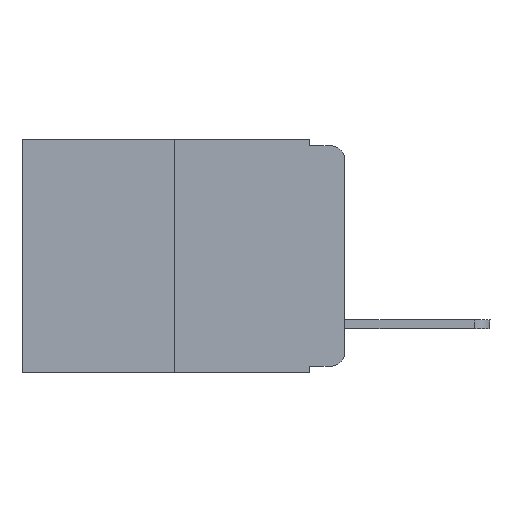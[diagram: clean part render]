
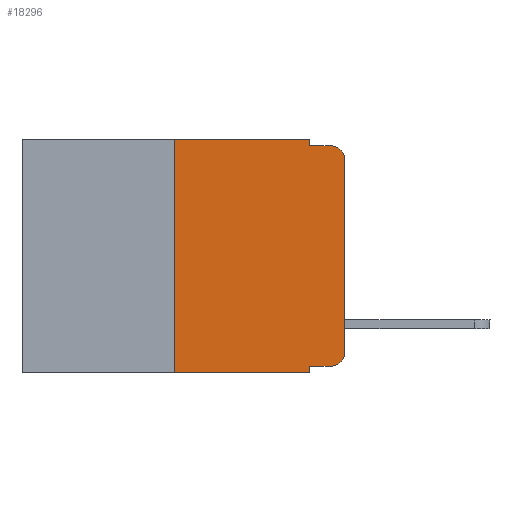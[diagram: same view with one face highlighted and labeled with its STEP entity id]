
A CAD part, left-side view. The second image highlights one B-rep face of the part: STEP entity #18296.
In plain terms, the highlighted planar face has unit normal (-1, 0, 0).
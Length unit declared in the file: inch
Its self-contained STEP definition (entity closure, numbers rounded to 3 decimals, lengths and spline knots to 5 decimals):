
#6 = LINE ( 'NONE', #1527, #18028 ) ;
#40 = EDGE_CURVE ( 'NONE', #16133, #167, #13922, .T. ) ;
#50 = ORIENTED_EDGE ( 'NONE', *, *, #11780, .T. ) ;
#167 = VERTEX_POINT ( 'NONE', #771 ) ;
#429 = CARTESIAN_POINT ( 'NONE',  ( 0., 0.473, 0. ) ) ;
#771 = CARTESIAN_POINT ( 'NONE',  ( 0., 0., -0.03 ) ) ;
#894 = FACE_OUTER_BOUND ( 'NONE', #9727, .T. ) ;
#1097 = DIRECTION ( 'NONE',  ( -1., 0., 0. ) ) ;
#1129 = DIRECTION ( 'NONE',  ( -1., 0., 0. ) ) ;
#1251 = LINE ( 'NONE', #1546, #2619 ) ;
#1477 = VERTEX_POINT ( 'NONE', #7001 ) ;
#1527 = CARTESIAN_POINT ( 'NONE',  ( 0., 0.473, -0.343 ) ) ;
#1546 = CARTESIAN_POINT ( 'NONE',  ( 0., 0.051, -0.01 ) ) ;
#1831 = ORIENTED_EDGE ( 'NONE', *, *, #10832, .F. ) ;
#1900 = EDGE_CURVE ( 'NONE', #11778, #14427, #6661, .T. ) ;
#2096 = VECTOR ( 'NONE', #10919, 39.37008 ) ;
#2581 = LINE ( 'NONE', #13538, #12391 ) ;
#2597 = ORIENTED_EDGE ( 'NONE', *, *, #13017, .T. ) ;
#2619 = VECTOR ( 'NONE', #4383, 39.37008 ) ;
#2953 = CARTESIAN_POINT ( 'NONE',  ( 0., 0.051, -0.343 ) ) ;
#3082 = VECTOR ( 'NONE', #5069, 39.37008 ) ;
#3268 = VERTEX_POINT ( 'NONE', #2953 ) ;
#3875 = CARTESIAN_POINT ( 'NONE',  ( 0., 0.051, 0. ) ) ;
#4383 = DIRECTION ( 'NONE',  ( 0., -1., 0. ) ) ;
#4431 = CARTESIAN_POINT ( 'NONE',  ( 0., 0.25, 0. ) ) ;
#4695 = EDGE_CURVE ( 'NONE', #10179, #3268, #8289, .T. ) ;
#4815 = CARTESIAN_POINT ( 'NONE',  ( 0., 0., 0. ) ) ;
#4856 = AXIS2_PLACEMENT_3D ( 'NONE', #7143, #1129, #7347 ) ;
#5069 = DIRECTION ( 'NONE',  ( 0., -1., 0. ) ) ;
#5407 = PLANE ( 'NONE',  #9444 ) ;
#5807 = DIRECTION ( 'NONE',  ( 0., 0., -1. ) ) ;
#5847 = CARTESIAN_POINT ( 'NONE',  ( 0., 0., -0.313 ) ) ;
#6012 = ORIENTED_EDGE ( 'NONE', *, *, #13136, .T. ) ;
#6116 = DIRECTION ( 'NONE',  ( 0., 0., -1. ) ) ;
#6661 = LINE ( 'NONE', #429, #3082 ) ;
#6935 = VECTOR ( 'NONE', #17817, 39.37008 ) ;
#7001 = CARTESIAN_POINT ( 'NONE',  ( 0., 0.25, -0.343 ) ) ;
#7143 = CARTESIAN_POINT ( 'NONE',  ( 0., 0.02, -0.03 ) ) ;
#7213 = EDGE_CURVE ( 'NONE', #14039, #11841, #1251, .T. ) ;
#7347 = DIRECTION ( 'NONE',  ( 0., 0., -1. ) ) ;
#7553 = CARTESIAN_POINT ( 'NONE',  ( 0., 0.051, -0.333 ) ) ;
#7755 = EDGE_CURVE ( 'NONE', #1477, #3268, #6, .T. ) ;
#8236 = CIRCLE ( 'NONE', #19431, 0.02 ) ;
#8289 = LINE ( 'NONE', #3875, #15262 ) ;
#8312 = ORIENTED_EDGE ( 'NONE', *, *, #7755, .T. ) ;
#8522 = CARTESIAN_POINT ( 'NONE',  ( 0., 0.051, -0.333 ) ) ;
#8716 = DIRECTION ( 'NONE',  ( 0., 0., 1. ) ) ;
#9444 = AXIS2_PLACEMENT_3D ( 'NONE', #13429, #11519, #5807 ) ;
#9613 = CARTESIAN_POINT ( 'NONE',  ( 0., 0.02, -0.333 ) ) ;
#9727 = EDGE_LOOP ( 'NONE', ( #13560, #2597, #10701, #1831, #15586, #15410, #8312, #10860, #6012, #50 ) ) ;
#10179 = VERTEX_POINT ( 'NONE', #8522 ) ;
#10402 = CARTESIAN_POINT ( 'NONE',  ( 0., 0.051, 0. ) ) ;
#10653 = DIRECTION ( 'NONE',  ( 0., -1., 0. ) ) ;
#10701 = ORIENTED_EDGE ( 'NONE', *, *, #7213, .F. ) ;
#10832 = EDGE_CURVE ( 'NONE', #14427, #14039, #18114, .T. ) ;
#10860 = ORIENTED_EDGE ( 'NONE', *, *, #4695, .F. ) ;
#10919 = DIRECTION ( 'NONE',  ( 0., 0., 1. ) ) ;
#11488 = DIRECTION ( 'NONE',  ( 0., 0., -1. ) ) ;
#11519 = DIRECTION ( 'NONE',  ( 1., 0., 0. ) ) ;
#11715 = EDGE_CURVE ( 'NONE', #1477, #11778, #2581, .T. ) ;
#11778 = VERTEX_POINT ( 'NONE', #4431 ) ;
#11780 = EDGE_CURVE ( 'NONE', #11878, #16133, #8236, .T. ) ;
#11841 = VERTEX_POINT ( 'NONE', #16838 ) ;
#11878 = VERTEX_POINT ( 'NONE', #9613 ) ;
#12391 = VECTOR ( 'NONE', #8716, 39.37008 ) ;
#13017 = EDGE_CURVE ( 'NONE', #167, #11841, #19560, .T. ) ;
#13136 = EDGE_CURVE ( 'NONE', #10179, #11878, #19785, .T. ) ;
#13429 = CARTESIAN_POINT ( 'NONE',  ( 0., 0.473, 0. ) ) ;
#13455 = VECTOR ( 'NONE', #10653, 39.37008 ) ;
#13538 = CARTESIAN_POINT ( 'NONE',  ( 0., 0.25, 0. ) ) ;
#13560 = ORIENTED_EDGE ( 'NONE', *, *, #40, .T. ) ;
#13922 = LINE ( 'NONE', #4815, #2096 ) ;
#14039 = VERTEX_POINT ( 'NONE', #18806 ) ;
#14427 = VERTEX_POINT ( 'NONE', #17879 ) ;
#15157 = DIRECTION ( 'NONE',  ( 0., -1., 0. ) ) ;
#15262 = VECTOR ( 'NONE', #11488, 39.37008 ) ;
#15410 = ORIENTED_EDGE ( 'NONE', *, *, #11715, .F. ) ;
#15586 = ORIENTED_EDGE ( 'NONE', *, *, #1900, .F. ) ;
#16133 = VERTEX_POINT ( 'NONE', #5847 ) ;
#16838 = CARTESIAN_POINT ( 'NONE',  ( 0., 0.02, -0.01 ) ) ;
#17817 = DIRECTION ( 'NONE',  ( 0., 0., -1. ) ) ;
#17879 = CARTESIAN_POINT ( 'NONE',  ( 0., 0.051, 0. ) ) ;
#18028 = VECTOR ( 'NONE', #15157, 39.37008 ) ;
#18114 = LINE ( 'NONE', #10402, #6935 ) ;
#18296 = ADVANCED_FACE ( 'NONE', ( #894 ), #5407, .F. ) ;
#18806 = CARTESIAN_POINT ( 'NONE',  ( 0., 0.051, -0.01 ) ) ;
#19431 = AXIS2_PLACEMENT_3D ( 'NONE', #19841, #1097, #6116 ) ;
#19560 = CIRCLE ( 'NONE', #4856, 0.02 ) ;
#19785 = LINE ( 'NONE', #7553, #13455 ) ;
#19841 = CARTESIAN_POINT ( 'NONE',  ( 0., 0.02, -0.313 ) ) ;
